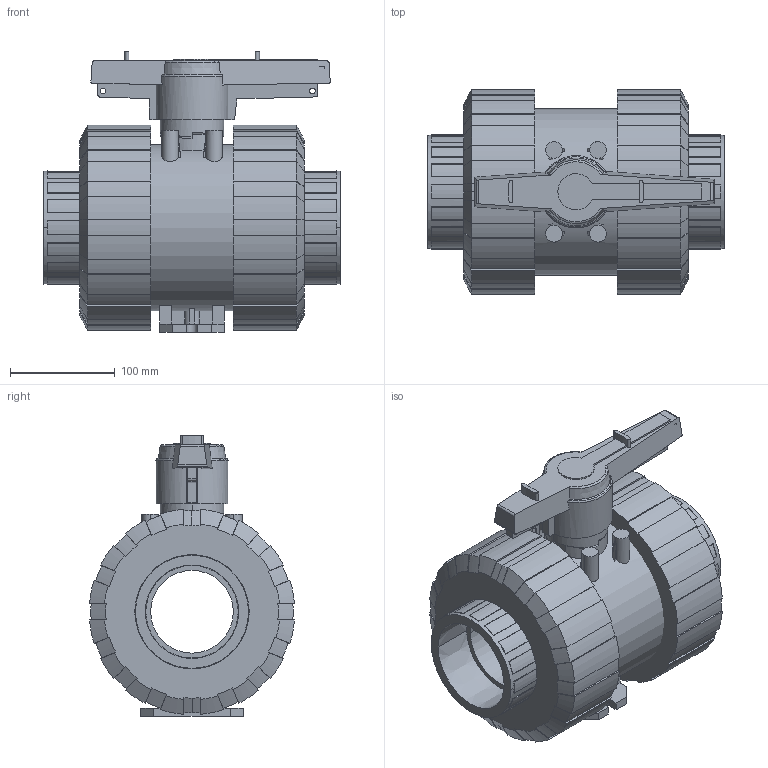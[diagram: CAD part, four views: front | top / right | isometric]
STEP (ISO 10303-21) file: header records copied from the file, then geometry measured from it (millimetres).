
FILE_DESCRIPTION(('STEP AP214'),'1');
FILE_NAME('cctmp_0F31C920-B75E-4DD1-9428-9D75FDB37C67_2021_10_21_07_20_22_0425..stp','2021-10-21T05:20:22',('Praher Valves GmbH'),('CADClick - www.CADClick.com'),'Spatial InterOp 3D',' ','unknown authorization');
FILE_SCHEMA(('AUTOMOTIVE_DESIGN'));
Length unit declared in the file: millimetre
Products named in the file (7): cc_unnamed; 124284_5; 124284_4; 124284_3; 124284_2; 124284_1; 124284
Assembly tree (6 placements, depth 2):
  cc_unnamed
    124284_5
    124284_4
    124284_3
    124284_2
    124284_1
    124284
Bounding box: 283.5 x 195.88 x 268.4 mm (x, y, z)
Volume: 5297844 mm3; surface area: 596636.8 mm2
Topology: 6 solids, 6 shells, 579 faces, 1669 edges, 1112 vertices
Faces by surface type: plane 315, cylinder 172, cone 84, torus 8
Entity records: 24496 total; most frequent: CARTESIAN_POINT 4374, ORIENTED_EDGE 3338, DIRECTION 3225, EDGE_CURVE 1669, AXIS2_PLACEMENT_3D 1162, VERTEX_POINT 1112, LINE 901, VECTOR 901
